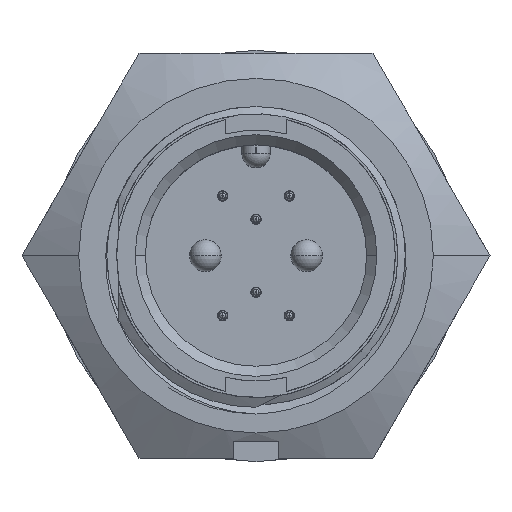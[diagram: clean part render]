
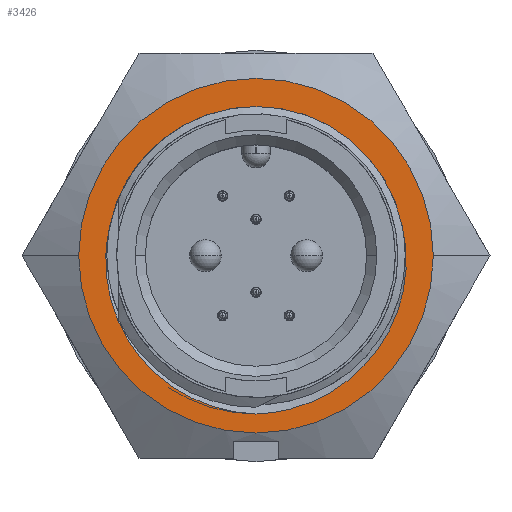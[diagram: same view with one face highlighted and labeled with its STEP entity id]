
A CAD part, top view. The second image highlights one B-rep face of the part: STEP entity #3426.
In plain terms, the highlighted planar face has unit normal (0, 0, 1).
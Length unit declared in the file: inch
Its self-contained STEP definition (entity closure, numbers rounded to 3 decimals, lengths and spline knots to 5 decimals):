
#107 = CARTESIAN_POINT ( 'NONE',  ( 0.16811, -0.25734, -0.19 ) ) ;
#321 = EDGE_CURVE ( 'NONE', #19671, #1615, #8037, .T. ) ;
#876 = CIRCLE ( 'NONE', #8302, 0.35 ) ;
#1257 = CARTESIAN_POINT ( 'NONE',  ( -0.20255, -0.22923, -0.19 ) ) ;
#1615 = VERTEX_POINT ( 'NONE', #9327 ) ;
#1638 = AXIS2_PLACEMENT_3D ( 'NONE', #18685, #8221, #20467 ) ;
#1801 = CARTESIAN_POINT ( 'NONE',  ( 0.29331, 0.03584, -0.19 ) ) ;
#1819 = EDGE_CURVE ( 'NONE', #12043, #19671, #11277, .T. ) ;
#1882 = CARTESIAN_POINT ( 'NONE',  ( 0.10971, -0.28953, -0.19 ) ) ;
#2643 = CARTESIAN_POINT ( 'NONE',  ( 0., 0., -0.19 ) ) ;
#2730 = CARTESIAN_POINT ( 'NONE',  ( -0.35, 0., -0.19 ) ) ;
#2891 = CARTESIAN_POINT ( 'NONE',  ( 0., -0.3125, -0.19 ) ) ;
#3159 = EDGE_LOOP ( 'NONE', ( #19435, #11185 ) ) ;
#3189 = CARTESIAN_POINT ( 'NONE',  ( -0.04473, -0.30804, -0.19 ) ) ;
#3426 = ADVANCED_FACE ( 'NONE', ( #6978, #8082 ), #17644, .F. ) ;
#3567 = CARTESIAN_POINT ( 'NONE',  ( 0.2966, 0.00224, -0.19 ) ) ;
#3640 = CARTESIAN_POINT ( 'NONE',  ( 0.04496, -0.30862, -0.19 ) ) ;
#3663 = CARTESIAN_POINT ( 'NONE',  ( 0.23094, 0.4, -0.19 ) ) ;
#4076 = CARTESIAN_POINT ( 'NONE',  ( 0., 0., -0.19 ) ) ;
#4268 = CIRCLE ( 'NONE', #4769, 0.35 ) ;
#4395 = DIRECTION ( 'NONE',  ( 1., 0., 0. ) ) ;
#4713 = CARTESIAN_POINT ( 'NONE',  ( -0.25816, -0.15857, -0.19 ) ) ;
#4769 = AXIS2_PLACEMENT_3D ( 'NONE', #2643, #14839, #4395 ) ;
#5110 = CARTESIAN_POINT ( 'NONE',  ( 0.35, 0., -0.19 ) ) ;
#5321 = CARTESIAN_POINT ( 'NONE',  ( 0.2943, -0.05346, -0.19 ) ) ;
#5396 = CARTESIAN_POINT ( 'NONE',  ( 0., -0.3125, -0.19 ) ) ;
#5816 = DIRECTION ( 'NONE',  ( 1., 0., 0. ) ) ;
#5845 = ORIENTED_EDGE ( 'NONE', *, *, #12542, .F. ) ;
#6547 = CARTESIAN_POINT ( 'NONE',  ( -0.2943, -0.05334, -0.19 ) ) ;
#6978 = FACE_BOUND ( 'NONE', #9324, .T. ) ;
#7002 = CARTESIAN_POINT ( 'NONE',  ( 0.29136, 0.04691, -0.19 ) ) ;
#7058 = CARTESIAN_POINT ( 'NONE',  ( -0.28463, -0.09675, -0.19 ) ) ;
#7072 = CARTESIAN_POINT ( 'NONE',  ( 0.27717, -0.11846, -0.19 ) ) ;
#7165 = DIRECTION ( 'NONE',  ( 0., 0., -1. ) ) ;
#7326 = CIRCLE ( 'NONE', #1638, 0.2945 ) ;
#8037 = B_SPLINE_CURVE_WITH_KNOTS ( 'NONE', 3,
 ( #2891, #17449, #22230, #3189, #11613, #22003, #12278, #22153, #15245, #1257, #11842, #15619, #4713, #9846, #7058, #6547, #20855, #9999, #17147, #10081 ),
 .UNSPECIFIED., .F., .F.,
 ( 4, 2, 2, 2, 2, 2, 2, 2, 2, 4 ),
 ( 0., 0.00086, 0.00171, 0.00343, 0.00514, 0.00685, 0.00856, 0.01028, 0.01199, 0.0137 ),
 .UNSPECIFIED. ) ;
#8082 = FACE_OUTER_BOUND ( 'NONE', #3159, .T. ) ;
#8221 = DIRECTION ( 'NONE',  ( 0., 0., 1. ) ) ;
#8302 = AXIS2_PLACEMENT_3D ( 'NONE', #4076, #16291, #5816 ) ;
#8838 = VERTEX_POINT ( 'NONE', #2730 ) ;
#8854 = CARTESIAN_POINT ( 'NONE',  ( 0.24611, -0.178, -0.19 ) ) ;
#9324 = EDGE_LOOP ( 'NONE', ( #11236, #15313, #5845 ) ) ;
#9327 = CARTESIAN_POINT ( 'NONE',  ( -0.28876, 0.05788, -0.19 ) ) ;
#9846 = CARTESIAN_POINT ( 'NONE',  ( -0.27742, -0.11786, -0.19 ) ) ;
#9999 = CARTESIAN_POINT ( 'NONE',  ( -0.29654, 0.01383, -0.19 ) ) ;
#10081 = CARTESIAN_POINT ( 'NONE',  ( -0.28876, 0.05788, -0.19 ) ) ;
#10545 = CARTESIAN_POINT ( 'NONE',  ( 0.28876, 0.05788, -0.19 ) ) ;
#10620 = CARTESIAN_POINT ( 'NONE',  ( 0.20298, -0.22885, -0.19 ) ) ;
#11185 = ORIENTED_EDGE ( 'NONE', *, *, #19732, .F. ) ;
#11236 = ORIENTED_EDGE ( 'NONE', *, *, #1819, .T. ) ;
#11277 = B_SPLINE_CURVE_WITH_KNOTS ( 'NONE', 3,
 ( #10545, #7002, #1801, #14015, #3567, #15778, #5321, #17541, #7072, #19322, #8854, #21095, #10620, #107, #12360, #1882, #14094, #3640, #15857, #5396 ),
 .UNSPECIFIED., .F., .F.,
 ( 4, 2, 2, 2, 2, 2, 2, 2, 2, 4 ),
 ( 0., 0.00086, 0.00171, 0.00343, 0.00514, 0.00685, 0.00856, 0.01028, 0.01199, 0.0137 ),
 .UNSPECIFIED. ) ;
#11613 = CARTESIAN_POINT ( 'NONE',  ( -0.0558, -0.30585, -0.19 ) ) ;
#11663 = CARTESIAN_POINT ( 'NONE',  ( 0., -0.3125, -0.19 ) ) ;
#11842 = CARTESIAN_POINT ( 'NONE',  ( -0.21849, -0.2131, -0.19 ) ) ;
#12043 = VERTEX_POINT ( 'NONE', #15636 ) ;
#12278 = CARTESIAN_POINT ( 'NONE',  ( -0.1092, -0.28976, -0.19 ) ) ;
#12360 = CARTESIAN_POINT ( 'NONE',  ( 0.14941, -0.26946, -0.19 ) ) ;
#12542 = EDGE_CURVE ( 'NONE', #12043, #1615, #7326, .T. ) ;
#14015 = CARTESIAN_POINT ( 'NONE',  ( 0.29594, 0.01351, -0.19 ) ) ;
#14094 = CARTESIAN_POINT ( 'NONE',  ( 0.0885, -0.29751, -0.19 ) ) ;
#14839 = DIRECTION ( 'NONE',  ( 0., 0., -1. ) ) ;
#15245 = CARTESIAN_POINT ( 'NONE',  ( -0.16807, -0.25734, -0.19 ) ) ;
#15313 = ORIENTED_EDGE ( 'NONE', *, *, #321, .T. ) ;
#15619 = CARTESIAN_POINT ( 'NONE',  ( -0.24626, -0.1778, -0.19 ) ) ;
#15636 = CARTESIAN_POINT ( 'NONE',  ( 0.28876, 0.05788, -0.19 ) ) ;
#15778 = CARTESIAN_POINT ( 'NONE',  ( 0.2967, -0.03127, -0.19 ) ) ;
#15857 = CARTESIAN_POINT ( 'NONE',  ( 0.02252, -0.3118, -0.19 ) ) ;
#16291 = DIRECTION ( 'NONE',  ( 0., 0., -1. ) ) ;
#16324 = EDGE_CURVE ( 'NONE', #20168, #8838, #4268, .T. ) ;
#17147 = CARTESIAN_POINT ( 'NONE',  ( -0.29395, 0.03594, -0.19 ) ) ;
#17449 = CARTESIAN_POINT ( 'NONE',  ( -0.01126, -0.31215, -0.19 ) ) ;
#17541 = CARTESIAN_POINT ( 'NONE',  ( 0.28445, -0.09743, -0.19 ) ) ;
#17644 = PLANE ( 'NONE',  #18029 ) ;
#18029 = AXIS2_PLACEMENT_3D ( 'NONE', #3663, #7165, #19422 ) ;
#18685 = CARTESIAN_POINT ( 'NONE',  ( 0., 0., -0.19 ) ) ;
#19322 = CARTESIAN_POINT ( 'NONE',  ( 0.25809, -0.15867, -0.19 ) ) ;
#19422 = DIRECTION ( 'NONE',  ( 1., 0., 0. ) ) ;
#19435 = ORIENTED_EDGE ( 'NONE', *, *, #16324, .F. ) ;
#19671 = VERTEX_POINT ( 'NONE', #11663 ) ;
#19732 = EDGE_CURVE ( 'NONE', #8838, #20168, #876, .T. ) ;
#20168 = VERTEX_POINT ( 'NONE', #5110 ) ;
#20467 = DIRECTION ( 'NONE',  ( -1., 0., 0. ) ) ;
#20855 = CARTESIAN_POINT ( 'NONE',  ( -0.29673, -0.03074, -0.19 ) ) ;
#21095 = CARTESIAN_POINT ( 'NONE',  ( 0.21858, -0.21298, -0.19 ) ) ;
#22003 = CARTESIAN_POINT ( 'NONE',  ( -0.08828, -0.29757, -0.19 ) ) ;
#22153 = CARTESIAN_POINT ( 'NONE',  ( -0.14943, -0.26947, -0.19 ) ) ;
#22230 = CARTESIAN_POINT ( 'NONE',  ( -0.02246, -0.31119, -0.19 ) ) ;
